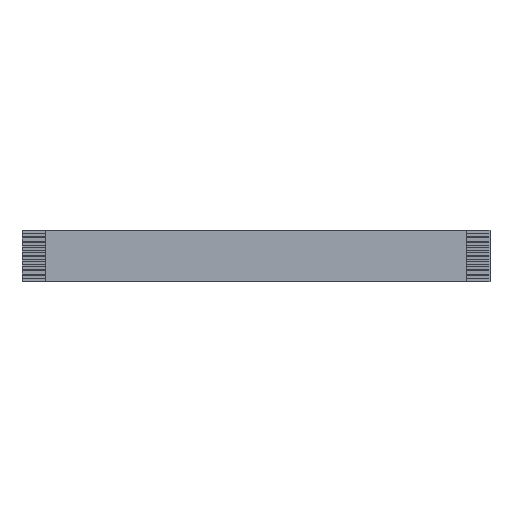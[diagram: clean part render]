
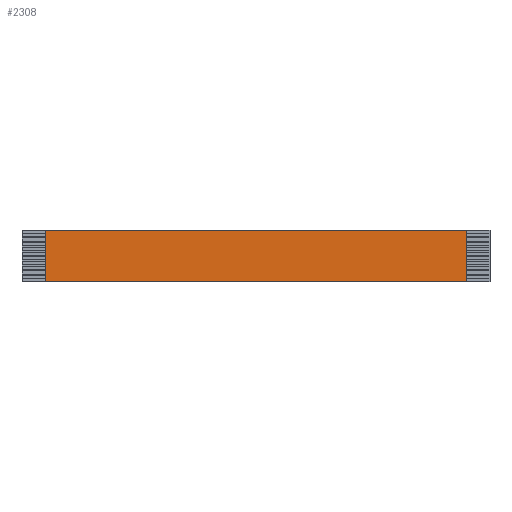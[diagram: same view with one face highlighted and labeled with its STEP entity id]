
A CAD part, top view. The second image highlights one B-rep face of the part: STEP entity #2308.
In plain terms, the highlighted planar face has unit normal (0, 0, 1).
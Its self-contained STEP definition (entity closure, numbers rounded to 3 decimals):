
#489=ORIENTED_EDGE('',*,*,#697,.T.);
#490=ORIENTED_EDGE('',*,*,#762,.F.);
#491=ORIENTED_EDGE('',*,*,#694,.F.);
#492=ORIENTED_EDGE('',*,*,#761,.T.);
#694=EDGE_CURVE('',#907,#908,#1088,.T.);
#697=EDGE_CURVE('',#910,#909,#1091,.T.);
#761=EDGE_CURVE('',#907,#910,#1155,.T.);
#762=EDGE_CURVE('',#908,#909,#1156,.T.);
#907=VERTEX_POINT('',#3162);
#908=VERTEX_POINT('',#3164);
#909=VERTEX_POINT('',#3168);
#910=VERTEX_POINT('',#3170);
#1088=LINE('',#3163,#1334);
#1091=LINE('',#3169,#1337);
#1155=LINE('',#3279,#1401);
#1156=LINE('',#3281,#1402);
#1334=VECTOR('',#2641,1000.);
#1337=VECTOR('',#2646,1000.);
#1401=VECTOR('',#2800,1000.);
#1402=VECTOR('',#2803,1000.);
#1481=EDGE_LOOP('',(#489,#490,#491,#492));
#1561=FACE_BOUND('',#1481,.T.);
#1641=PLANE('',#2395);
#2308=ADVANCED_FACE('',(#1561),#1641,.F.);
#2395=AXIS2_PLACEMENT_3D('',#3280,#2801,#2802);
#2641=DIRECTION('',(1.,0.,0.));
#2646=DIRECTION('',(1.,0.,0.));
#2800=DIRECTION('',(0.,-1.,0.));
#2801=DIRECTION('',(0.,0.,-1.));
#2802=DIRECTION('',(-1.,0.,0.));
#2803=DIRECTION('',(0.,-1.,0.));
#3162=CARTESIAN_POINT('',(-45.,5.5,0.138));
#3163=CARTESIAN_POINT('',(-45.,5.5,0.138));
#3164=CARTESIAN_POINT('',(45.,5.5,0.138));
#3168=CARTESIAN_POINT('',(45.,-5.5,0.138));
#3169=CARTESIAN_POINT('',(-45.,-5.5,0.138));
#3170=CARTESIAN_POINT('',(-45.,-5.5,0.138));
#3279=CARTESIAN_POINT('',(-45.,5.5,0.138));
#3280=CARTESIAN_POINT('',(-45.,5.5,0.138));
#3281=CARTESIAN_POINT('',(45.,5.5,0.138));
